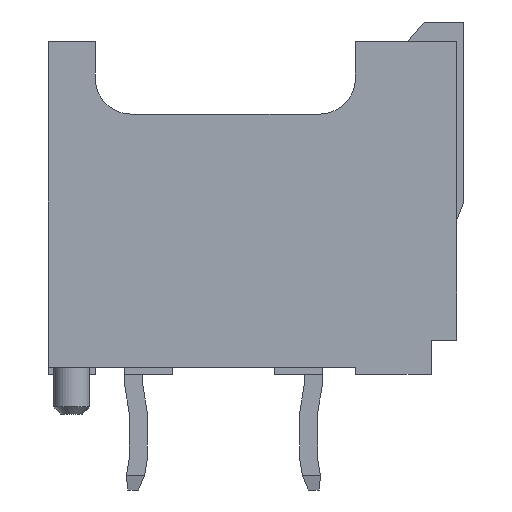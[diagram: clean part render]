
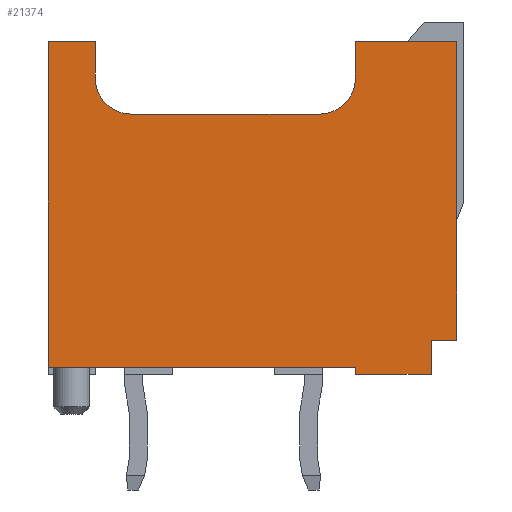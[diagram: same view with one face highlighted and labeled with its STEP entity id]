
A CAD part, left-side view. The second image highlights one B-rep face of the part: STEP entity #21374.
In plain terms, the highlighted face is planar.
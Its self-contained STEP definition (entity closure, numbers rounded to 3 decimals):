
#31=CIRCLE('',#22242,1.);
#32=CIRCLE('',#22243,1.);
#952=ORIENTED_EDGE('',*,*,#5010,.T.);
#953=ORIENTED_EDGE('',*,*,#5011,.T.);
#954=ORIENTED_EDGE('',*,*,#4980,.T.);
#955=ORIENTED_EDGE('',*,*,#4976,.F.);
#956=ORIENTED_EDGE('',*,*,#5012,.F.);
#957=ORIENTED_EDGE('',*,*,#5013,.F.);
#958=ORIENTED_EDGE('',*,*,#5014,.F.);
#959=ORIENTED_EDGE('',*,*,#4938,.F.);
#960=ORIENTED_EDGE('',*,*,#5015,.F.);
#961=ORIENTED_EDGE('',*,*,#5016,.F.);
#962=ORIENTED_EDGE('',*,*,#5017,.F.);
#963=ORIENTED_EDGE('',*,*,#5018,.F.);
#964=ORIENTED_EDGE('',*,*,#5019,.F.);
#965=ORIENTED_EDGE('',*,*,#5020,.F.);
#4938=EDGE_CURVE('',#6989,#6982,#8570,.T.);
#4976=EDGE_CURVE('',#7015,#7012,#8604,.T.);
#4980=EDGE_CURVE('',#7017,#7012,#8608,.T.);
#5010=EDGE_CURVE('',#7035,#7036,#8638,.T.);
#5011=EDGE_CURVE('',#7036,#7017,#8639,.T.);
#5012=EDGE_CURVE('',#7037,#7015,#8640,.T.);
#5013=EDGE_CURVE('',#7038,#7037,#8641,.T.);
#5014=EDGE_CURVE('',#6982,#7038,#8642,.T.);
#5015=EDGE_CURVE('',#7039,#6989,#8643,.T.);
#5016=EDGE_CURVE('',#7040,#7039,#31,.T.);
#5017=EDGE_CURVE('',#7041,#7040,#8644,.T.);
#5018=EDGE_CURVE('',#7042,#7041,#32,.T.);
#5019=EDGE_CURVE('',#7043,#7042,#8645,.T.);
#5020=EDGE_CURVE('',#7035,#7043,#8646,.T.);
#6982=VERTEX_POINT('',#27828);
#6989=VERTEX_POINT('',#27842);
#7012=VERTEX_POINT('',#27910);
#7015=VERTEX_POINT('',#27916);
#7017=VERTEX_POINT('',#27924);
#7035=VERTEX_POINT('',#27982);
#7036=VERTEX_POINT('',#27983);
#7037=VERTEX_POINT('',#27986);
#7038=VERTEX_POINT('',#27988);
#7039=VERTEX_POINT('',#27991);
#7040=VERTEX_POINT('',#27993);
#7041=VERTEX_POINT('',#27995);
#7042=VERTEX_POINT('',#27997);
#7043=VERTEX_POINT('',#27999);
#8570=LINE('',#27843,#10761);
#8604=LINE('',#27917,#10795);
#8608=LINE('',#27925,#10799);
#8638=LINE('',#27981,#10829);
#8639=LINE('',#27984,#10830);
#8640=LINE('',#27985,#10831);
#8641=LINE('',#27987,#10832);
#8642=LINE('',#27989,#10833);
#8643=LINE('',#27990,#10834);
#8644=LINE('',#27994,#10835);
#8645=LINE('',#27998,#10836);
#8646=LINE('',#28000,#10837);
#10761=VECTOR('',#23767,1000.);
#10795=VECTOR('',#23829,1000.);
#10799=VECTOR('',#23837,1000.);
#10829=VECTOR('',#23885,1000.);
#10830=VECTOR('',#23886,1000.);
#10831=VECTOR('',#23887,1000.);
#10832=VECTOR('',#23888,1000.);
#10833=VECTOR('',#23889,1000.);
#10834=VECTOR('',#23890,1000.);
#10835=VECTOR('',#23893,1000.);
#10836=VECTOR('',#23896,1000.);
#10837=VECTOR('',#23897,1000.);
#12671=EDGE_LOOP('',(#952,#953,#954,#955,#956,#957,#958,#959,#960,#961,
#962,#963,#964,#965));
#13609=FACE_BOUND('',#12671,.T.);
#14543=PLANE('',#22241);
#21374=ADVANCED_FACE('',(#13609),#14543,.T.);
#22241=AXIS2_PLACEMENT_3D('',#27980,#23883,#23884);
#22242=AXIS2_PLACEMENT_3D('',#27992,#23891,#23892);
#22243=AXIS2_PLACEMENT_3D('',#27996,#23894,#23895);
#23767=DIRECTION('',(0.,0.,1.));
#23829=DIRECTION('',(0.,0.,-1.));
#23837=DIRECTION('',(0.,1.,0.));
#23883=DIRECTION('',(1.,0.,0.));
#23884=DIRECTION('',(0.,0.,-1.));
#23885=DIRECTION('',(0.,1.,0.));
#23886=DIRECTION('',(0.,0.,1.));
#23887=DIRECTION('',(0.,1.,0.));
#23888=DIRECTION('',(0.,0.,-1.));
#23889=DIRECTION('',(0.,1.,0.));
#23890=DIRECTION('',(0.,-1.,0.));
#23891=DIRECTION('',(1.,0.,0.));
#23892=DIRECTION('',(0.,-1.,0.));
#23893=DIRECTION('',(0.,0.,1.));
#23894=DIRECTION('',(1.,0.,0.));
#23895=DIRECTION('',(0.,-1.,0.));
#23896=DIRECTION('',(0.,1.,0.));
#23897=DIRECTION('',(0.,0.,1.));
#27828=CARTESIAN_POINT('',(14.7,-4.325,5.55));
#27842=CARTESIAN_POINT('',(14.7,-4.325,2.75));
#27843=CARTESIAN_POINT('',(14.7,-4.325,5.75));
#27910=CARTESIAN_POINT('',(14.7,4.875,2.75));
#27916=CARTESIAN_POINT('',(14.7,4.875,4.85));
#27917=CARTESIAN_POINT('',(14.7,4.875,5.75));
#27924=CARTESIAN_POINT('',(14.7,4.675,2.75));
#27925=CARTESIAN_POINT('',(14.7,4.675,2.75));
#27980=CARTESIAN_POINT('',(14.7,-4.875,5.75));
#27981=CARTESIAN_POINT('',(14.7,-4.875,-5.75));
#27982=CARTESIAN_POINT('',(14.7,-4.325,-5.75));
#27983=CARTESIAN_POINT('',(14.7,4.675,-5.75));
#27984=CARTESIAN_POINT('',(14.7,4.675,-4.45));
#27985=CARTESIAN_POINT('',(14.7,3.925,4.85));
#27986=CARTESIAN_POINT('',(14.7,3.925,4.85));
#27987=CARTESIAN_POINT('',(14.7,3.925,5.55));
#27988=CARTESIAN_POINT('',(14.7,3.925,5.55));
#27989=CARTESIAN_POINT('',(14.7,0.625,5.55));
#27990=CARTESIAN_POINT('',(14.7,-3.325,2.75));
#27991=CARTESIAN_POINT('',(14.7,-3.325,2.75));
#27992=CARTESIAN_POINT('',(14.7,-3.325,1.75));
#27993=CARTESIAN_POINT('',(14.7,-2.325,1.75));
#27994=CARTESIAN_POINT('',(14.7,-2.325,-3.45));
#27995=CARTESIAN_POINT('',(14.7,-2.325,-3.45));
#27996=CARTESIAN_POINT('',(14.7,-3.325,-3.45));
#27997=CARTESIAN_POINT('',(14.7,-3.325,-4.45));
#27998=CARTESIAN_POINT('',(14.7,-4.325,-4.45));
#27999=CARTESIAN_POINT('',(14.7,-4.325,-4.45));
#28000=CARTESIAN_POINT('',(14.7,-4.325,-5.75));
